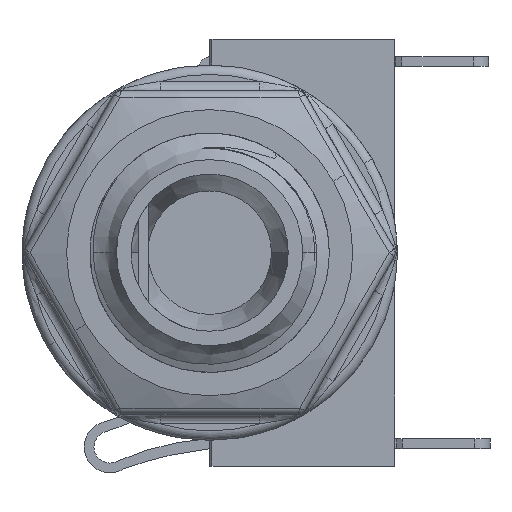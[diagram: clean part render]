
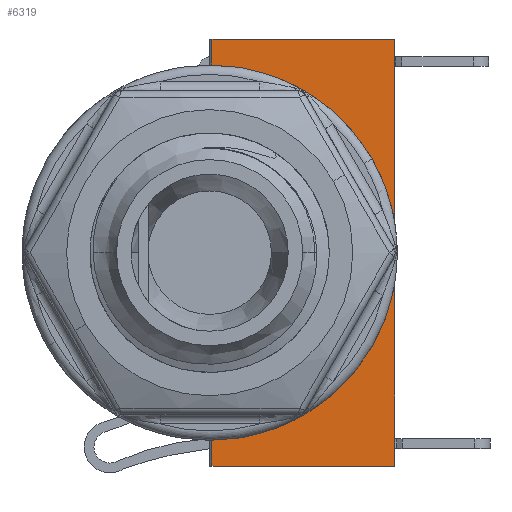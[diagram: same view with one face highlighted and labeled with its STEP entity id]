
A CAD part, left-side view. The second image highlights one B-rep face of the part: STEP entity #6319.
In plain terms, the highlighted planar face has unit normal (-1, 0, 0).
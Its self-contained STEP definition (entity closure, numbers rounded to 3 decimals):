
#18 = DIRECTION ( 'NONE',  ( 0., 1., 0. ) ) ;
#85 = CARTESIAN_POINT ( 'NONE',  ( -11.8, 0., 0. ) ) ;
#390 = EDGE_CURVE ( 'NONE', #11767, #9002, #3354, .T. ) ;
#585 = CARTESIAN_POINT ( 'NONE',  ( -11.8, -0.1, 9.1 ) ) ;
#724 = ORIENTED_EDGE ( 'NONE', *, *, #8037, .T. ) ;
#821 = CARTESIAN_POINT ( 'NONE',  ( -11.8, -7.1, 0. ) ) ;
#1142 = DIRECTION ( 'NONE',  ( 0., -1., 0. ) ) ;
#1181 = DIRECTION ( 'NONE',  ( 0., 1., 0. ) ) ;
#1334 = ORIENTED_EDGE ( 'NONE', *, *, #390, .T. ) ;
#1507 = DIRECTION ( 'NONE',  ( 0., -1., 0. ) ) ;
#1558 = PLANE ( 'NONE',  #5741 ) ;
#1582 = VERTEX_POINT ( 'NONE', #1776 ) ;
#1671 = DIRECTION ( 'NONE',  ( 0., 0., -1. ) ) ;
#1762 = ORIENTED_EDGE ( 'NONE', *, *, #7048, .F. ) ;
#1776 = CARTESIAN_POINT ( 'NONE',  ( -11.8, -7.9, -9.1 ) ) ;
#1830 = ORIENTED_EDGE ( 'NONE', *, *, #6605, .T. ) ;
#2010 = VERTEX_POINT ( 'NONE', #9622 ) ;
#2222 = DIRECTION ( 'NONE',  ( 1., 0., 0. ) ) ;
#2322 = VERTEX_POINT ( 'NONE', #8634 ) ;
#2353 = EDGE_LOOP ( 'NONE', ( #13070, #8514, #12239, #1762, #6227, #724, #7042, #10125, #10880 ) ) ;
#2381 = VECTOR ( 'NONE', #8403, 1000. ) ;
#2486 = EDGE_LOOP ( 'NONE', ( #1830, #1334 ) ) ;
#2607 = CIRCLE ( 'NONE', #5504, 7.1 ) ;
#2654 = DIRECTION ( 'NONE',  ( 1., 0., 0. ) ) ;
#2703 = CARTESIAN_POINT ( 'NONE',  ( -11.8, -0.1, -9.1 ) ) ;
#2725 = LINE ( 'NONE', #13381, #8176 ) ;
#2984 = VERTEX_POINT ( 'NONE', #7305 ) ;
#3039 = CARTESIAN_POINT ( 'NONE',  ( -11.8, 0., 0. ) ) ;
#3354 = CIRCLE ( 'NONE', #12272, 7.1 ) ;
#3404 = FACE_BOUND ( 'NONE', #2486, .T. ) ;
#3759 = CARTESIAN_POINT ( 'NONE',  ( -11.8, -7.9, 9.1 ) ) ;
#3855 = EDGE_CURVE ( 'NONE', #2322, #2010, #11107, .T. ) ;
#4148 = DIRECTION ( 'NONE',  ( 0., 1., 0. ) ) ;
#4289 = CIRCLE ( 'NONE', #11780, 7.8 ) ;
#4348 = VECTOR ( 'NONE', #1671, 1000. ) ;
#4654 = LINE ( 'NONE', #4968, #4348 ) ;
#4935 = EDGE_CURVE ( 'NONE', #2322, #12912, #2725, .T. ) ;
#4968 = CARTESIAN_POINT ( 'NONE',  ( -11.8, -7.9, 9.1 ) ) ;
#5063 = CARTESIAN_POINT ( 'NONE',  ( -11.8, 0.098, -7.799 ) ) ;
#5191 = VECTOR ( 'NONE', #1142, 1000. ) ;
#5362 = VECTOR ( 'NONE', #11351, 1000. ) ;
#5414 = EDGE_CURVE ( 'NONE', #8088, #2010, #10923, .T. ) ;
#5504 = AXIS2_PLACEMENT_3D ( 'NONE', #8738, #2222, #9843 ) ;
#5741 = AXIS2_PLACEMENT_3D ( 'NONE', #9174, #2654, #10268 ) ;
#5842 = EDGE_CURVE ( 'NONE', #12346, #8047, #9716, .T. ) ;
#6227 = ORIENTED_EDGE ( 'NONE', *, *, #5842, .F. ) ;
#6319 = ADVANCED_FACE ( 'NONE', ( #3404, #12077 ), #1558, .F. ) ;
#6484 = VECTOR ( 'NONE', #1507, 1000. ) ;
#6549 = DIRECTION ( 'NONE',  ( -1., 0., 0. ) ) ;
#6605 = EDGE_CURVE ( 'NONE', #9002, #11767, #2607, .T. ) ;
#6612 = EDGE_CURVE ( 'NONE', #12912, #1582, #10985, .T. ) ;
#6616 = CARTESIAN_POINT ( 'NONE',  ( -11.8, 7.9, -9.1 ) ) ;
#7042 = ORIENTED_EDGE ( 'NONE', *, *, #9701, .F. ) ;
#7048 = EDGE_CURVE ( 'NONE', #8047, #1582, #4654, .T. ) ;
#7050 = LINE ( 'NONE', #14037, #5362 ) ;
#7305 = CARTESIAN_POINT ( 'NONE',  ( -11.8, 0.098, 7.799 ) ) ;
#7704 = DIRECTION ( 'NONE',  ( -1., 0., 0. ) ) ;
#8037 = EDGE_CURVE ( 'NONE', #12346, #12199, #7050, .T. ) ;
#8047 = VERTEX_POINT ( 'NONE', #3759 ) ;
#8088 = VERTEX_POINT ( 'NONE', #13566 ) ;
#8176 = VECTOR ( 'NONE', #11209, 1000. ) ;
#8403 = DIRECTION ( 'NONE',  ( 0., -0.703, 0.712 ) ) ;
#8514 = ORIENTED_EDGE ( 'NONE', *, *, #4935, .T. ) ;
#8537 = LINE ( 'NONE', #9496, #2381 ) ;
#8634 = CARTESIAN_POINT ( 'NONE',  ( -11.8, -0.1, -7.999 ) ) ;
#8738 = CARTESIAN_POINT ( 'NONE',  ( -11.8, 0., 0. ) ) ;
#9002 = VERTEX_POINT ( 'NONE', #10187 ) ;
#9174 = CARTESIAN_POINT ( 'NONE',  ( -11.8, 7.9, 9.1 ) ) ;
#9496 = CARTESIAN_POINT ( 'NONE',  ( -11.8, -0.1, 7.999 ) ) ;
#9504 = AXIS2_PLACEMENT_3D ( 'NONE', #85, #7704, #1181 ) ;
#9622 = CARTESIAN_POINT ( 'NONE',  ( -11.8, 0.098, -7.799 ) ) ;
#9701 = EDGE_CURVE ( 'NONE', #2984, #12199, #8537, .T. ) ;
#9716 = LINE ( 'NONE', #12309, #6484 ) ;
#9843 = DIRECTION ( 'NONE',  ( 0., 1., 0. ) ) ;
#9889 = EDGE_CURVE ( 'NONE', #2984, #8088, #4289, .T. ) ;
#10125 = ORIENTED_EDGE ( 'NONE', *, *, #9889, .T. ) ;
#10187 = CARTESIAN_POINT ( 'NONE',  ( -11.8, 7.1, 0. ) ) ;
#10268 = DIRECTION ( 'NONE',  ( 0., 1., 0. ) ) ;
#10651 = DIRECTION ( 'NONE',  ( 1., 0., 0. ) ) ;
#10880 = ORIENTED_EDGE ( 'NONE', *, *, #5414, .T. ) ;
#10923 = CIRCLE ( 'NONE', #9504, 7.8 ) ;
#10985 = LINE ( 'NONE', #6616, #5191 ) ;
#11107 = LINE ( 'NONE', #5063, #13512 ) ;
#11209 = DIRECTION ( 'NONE',  ( 0., 0., -1. ) ) ;
#11351 = DIRECTION ( 'NONE',  ( 0., 0., -1. ) ) ;
#11388 = CARTESIAN_POINT ( 'NONE',  ( -11.8, -0.1, 7.999 ) ) ;
#11767 = VERTEX_POINT ( 'NONE', #821 ) ;
#11780 = AXIS2_PLACEMENT_3D ( 'NONE', #13052, #6549, #18 ) ;
#12077 = FACE_OUTER_BOUND ( 'NONE', #2353, .T. ) ;
#12199 = VERTEX_POINT ( 'NONE', #11388 ) ;
#12239 = ORIENTED_EDGE ( 'NONE', *, *, #6612, .T. ) ;
#12272 = AXIS2_PLACEMENT_3D ( 'NONE', #3039, #10651, #4148 ) ;
#12309 = CARTESIAN_POINT ( 'NONE',  ( -11.8, 7.9, 9.1 ) ) ;
#12346 = VERTEX_POINT ( 'NONE', #585 ) ;
#12681 = DIRECTION ( 'NONE',  ( 0., 0.703, 0.712 ) ) ;
#12912 = VERTEX_POINT ( 'NONE', #2703 ) ;
#13052 = CARTESIAN_POINT ( 'NONE',  ( -11.8, 0., 0. ) ) ;
#13070 = ORIENTED_EDGE ( 'NONE', *, *, #3855, .F. ) ;
#13381 = CARTESIAN_POINT ( 'NONE',  ( -11.8, -0.1, 9.1 ) ) ;
#13512 = VECTOR ( 'NONE', #12681, 1000. ) ;
#13566 = CARTESIAN_POINT ( 'NONE',  ( -11.8, 7.8, 0. ) ) ;
#14037 = CARTESIAN_POINT ( 'NONE',  ( -11.8, -0.1, 9.1 ) ) ;
